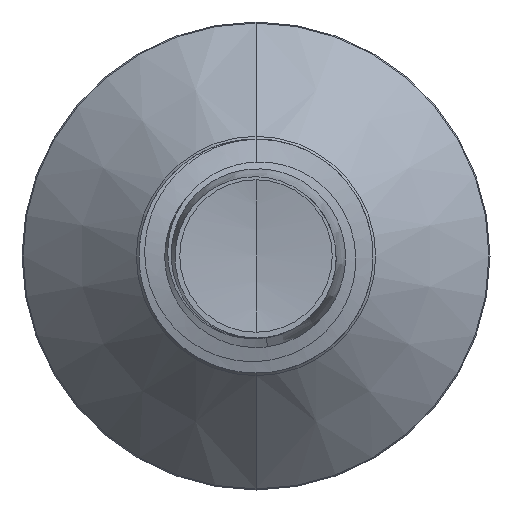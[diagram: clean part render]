
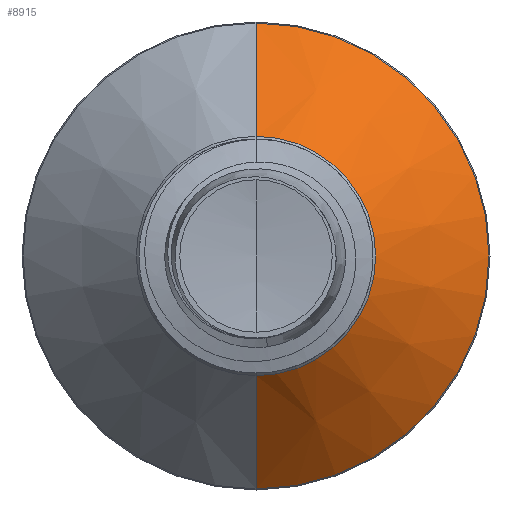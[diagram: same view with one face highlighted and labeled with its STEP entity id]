
A CAD part, front view. The second image highlights one B-rep face of the part: STEP entity #8915.
In plain terms, the highlighted conical face has half-angle 45 degrees and reference radius 2.302 mm.
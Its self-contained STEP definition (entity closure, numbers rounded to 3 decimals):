
#33 = CARTESIAN_POINT ( 'NONE',  ( 0., 3.602, -2.302 ) ) ;
#359 = DIRECTION ( 'NONE',  ( 0., 0.707, 0.707 ) ) ;
#678 = DIRECTION ( 'NONE',  ( 0., 0., 1. ) ) ;
#761 = VERTEX_POINT ( 'NONE', #5572 ) ;
#1419 = CARTESIAN_POINT ( 'NONE',  ( 0., 3.602, 2.302 ) ) ;
#1654 = EDGE_CURVE ( 'NONE', #5366, #1990, #9220, .T. ) ;
#1990 = VERTEX_POINT ( 'NONE', #2464 ) ;
#2433 = CARTESIAN_POINT ( 'NONE',  ( 0., 3.602, 2.302 ) ) ;
#2464 = CARTESIAN_POINT ( 'NONE',  ( 0., 5.78, -4.48 ) ) ;
#2814 = AXIS2_PLACEMENT_3D ( 'NONE', #3192, #10156, #4195 ) ;
#3130 = CARTESIAN_POINT ( 'NONE',  ( 0., 3.602, 0. ) ) ;
#3192 = CARTESIAN_POINT ( 'NONE',  ( 0., 3.602, 0. ) ) ;
#3198 = EDGE_CURVE ( 'NONE', #761, #1990, #3661, .T. ) ;
#3484 = FACE_OUTER_BOUND ( 'NONE', #6327, .T. ) ;
#3661 = CIRCLE ( 'NONE', #5381, 4.48 ) ;
#4136 = VECTOR ( 'NONE', #359, 1000. ) ;
#4195 = DIRECTION ( 'NONE',  ( 0., 0., 1. ) ) ;
#4599 = EDGE_CURVE ( 'NONE', #4680, #761, #10338, .T. ) ;
#4680 = VERTEX_POINT ( 'NONE', #1419 ) ;
#5366 = VERTEX_POINT ( 'NONE', #8618 ) ;
#5381 = AXIS2_PLACEMENT_3D ( 'NONE', #12563, #6799, #678 ) ;
#5558 = DIRECTION ( 'NONE',  ( 0., 1., 0. ) ) ;
#5572 = CARTESIAN_POINT ( 'NONE',  ( 0., 5.78, 4.48 ) ) ;
#6200 = DIRECTION ( 'NONE',  ( 0., 0.707, -0.707 ) ) ;
#6327 = EDGE_LOOP ( 'NONE', ( #10080, #10077, #8609, #8752 ) ) ;
#6799 = DIRECTION ( 'NONE',  ( 0., 1., 0. ) ) ;
#6976 = CIRCLE ( 'NONE', #2814, 2.302 ) ;
#7176 = VECTOR ( 'NONE', #6200, 1000. ) ;
#8609 = ORIENTED_EDGE ( 'NONE', *, *, #3198, .F. ) ;
#8618 = CARTESIAN_POINT ( 'NONE',  ( 0., 3.602, -2.302 ) ) ;
#8752 = ORIENTED_EDGE ( 'NONE', *, *, #4599, .F. ) ;
#8915 = ADVANCED_FACE ( 'NONE', ( #3484 ), #12090, .T. ) ;
#9087 = DIRECTION ( 'NONE',  ( 0., 0., 1. ) ) ;
#9220 = LINE ( 'NONE', #33, #7176 ) ;
#9268 = EDGE_CURVE ( 'NONE', #4680, #5366, #6976, .T. ) ;
#10077 = ORIENTED_EDGE ( 'NONE', *, *, #1654, .T. ) ;
#10080 = ORIENTED_EDGE ( 'NONE', *, *, #9268, .T. ) ;
#10156 = DIRECTION ( 'NONE',  ( 0., 1., 0. ) ) ;
#10338 = LINE ( 'NONE', #2433, #4136 ) ;
#12090 = CONICAL_SURFACE ( 'NONE', #12273, 2.302, 0.785 ) ;
#12273 = AXIS2_PLACEMENT_3D ( 'NONE', #3130, #5558, #9087 ) ;
#12563 = CARTESIAN_POINT ( 'NONE',  ( 0., 5.78, 0. ) ) ;
